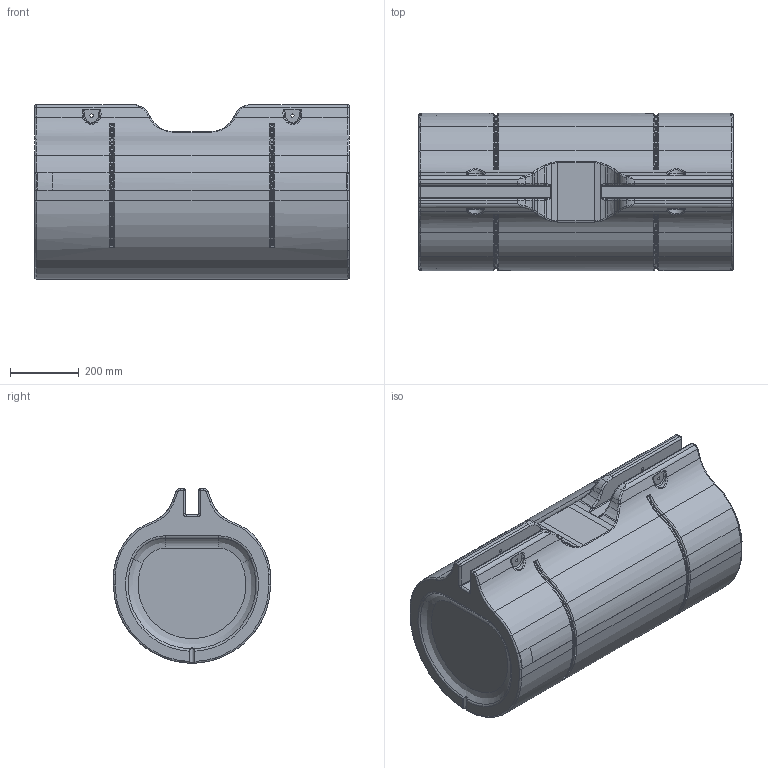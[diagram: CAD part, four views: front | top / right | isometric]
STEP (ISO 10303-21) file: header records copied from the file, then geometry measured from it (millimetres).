
FILE_DESCRIPTION(/* description */ (''),/* implementation_level */ '2;1');
FILE_NAME(/* name */ '18sf.step',/* time_stamp */ '2022-09-22T13:34:04-04:00',/* author */ (''),/* organization */ (''),/* preprocessor_version */ 'ST-DEVELOPER v19',/* originating_system */ 'Autodesk Translation Framework v11.7.0.108',/* authorisation */ '');
FILE_SCHEMA (('AUTOMOTIVE_DESIGN { 1 0 10303 214 3 1 1 }'));
Length unit declared in the file: inch
Products named in the file (2): 18" STRAIGHT FLOAT; 18 inch straight float
Assembly tree (1 placements, depth 2):
  18" STRAIGHT FLOAT
    18 inch straight float
Bounding box: 914.4 x 457.19 x 508.01 mm (x, y, z)
Volume: 146586910 mm3; surface area: 1823336.2 mm2
Topology: 1 solids, 1 shells, 504 faces, 1246 edges, 740 vertices
Faces by surface type: bspline 190, cylinder 146, torus 102, plane 62, sphere 4
Full cylindrical faces by diameter (mm): 9.525 x4
Entity records: 22579 total; most frequent: CARTESIAN_POINT 11358, ORIENTED_EDGE 2484, DIRECTION 2178, EDGE_CURVE 1242, AXIS2_PLACEMENT_3D 920, VERTEX_POINT 740, CIRCLE 538, EDGE_LOOP 512
